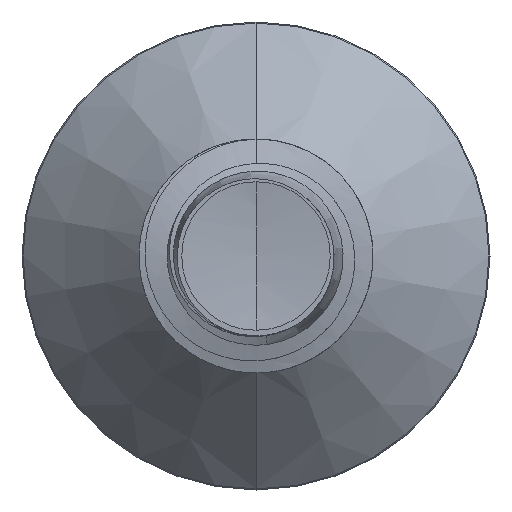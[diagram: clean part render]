
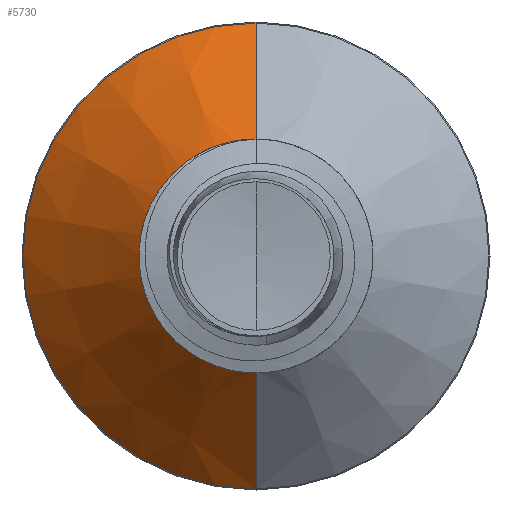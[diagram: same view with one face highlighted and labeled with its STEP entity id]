
A CAD part, front view. The second image highlights one B-rep face of the part: STEP entity #5730.
In plain terms, the highlighted conical face has half-angle 45 degrees and reference radius 1.08 mm.
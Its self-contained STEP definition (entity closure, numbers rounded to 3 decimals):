
#1134 = VECTOR ( 'NONE', #9900, 1000. ) ;
#1701 = LINE ( 'NONE', #3781, #7241 ) ;
#1746 = EDGE_CURVE ( 'NONE', #13970, #5013, #1701, .T. ) ;
#1926 = ORIENTED_EDGE ( 'NONE', *, *, #6594, .T. ) ;
#2203 = CARTESIAN_POINT ( 'NONE',  ( 0., 4.03, 1.08 ) ) ;
#2292 = AXIS2_PLACEMENT_3D ( 'NONE', #12484, #5940, #13565 ) ;
#2902 = FACE_OUTER_BOUND ( 'NONE', #9987, .T. ) ;
#3781 = CARTESIAN_POINT ( 'NONE',  ( 0., 4.03, -1.08 ) ) ;
#4468 = CIRCLE ( 'NONE', #14043, 1.08 ) ;
#4548 = ORIENTED_EDGE ( 'NONE', *, *, #1746, .F. ) ;
#4660 = CARTESIAN_POINT ( 'NONE',  ( 0., 4.03, -1.08 ) ) ;
#4933 = CARTESIAN_POINT ( 'NONE',  ( 0., 4.03, 0. ) ) ;
#5013 = VERTEX_POINT ( 'NONE', #13872 ) ;
#5379 = EDGE_CURVE ( 'NONE', #5013, #9658, #9777, .T. ) ;
#5730 = ADVANCED_FACE ( 'NONE', ( #2902 ), #10968, .T. ) ;
#5940 = DIRECTION ( 'NONE',  ( 0., 1., 0. ) ) ;
#6008 = AXIS2_PLACEMENT_3D ( 'NONE', #4933, #7559, #9709 ) ;
#6289 = CARTESIAN_POINT ( 'NONE',  ( 0., 5.14, 2.19 ) ) ;
#6517 = CARTESIAN_POINT ( 'NONE',  ( 0., 4.03, 0. ) ) ;
#6594 = EDGE_CURVE ( 'NONE', #13970, #12951, #4468, .T. ) ;
#6678 = EDGE_CURVE ( 'NONE', #12951, #9658, #9259, .T. ) ;
#7241 = VECTOR ( 'NONE', #9348, 1000. ) ;
#7559 = DIRECTION ( 'NONE',  ( 0., 1., 0. ) ) ;
#7618 = DIRECTION ( 'NONE',  ( 0., 0., 1. ) ) ;
#8486 = ORIENTED_EDGE ( 'NONE', *, *, #5379, .F. ) ;
#9142 = CARTESIAN_POINT ( 'NONE',  ( 0., 4.03, 1.08 ) ) ;
#9259 = LINE ( 'NONE', #2203, #1134 ) ;
#9348 = DIRECTION ( 'NONE',  ( 0., 0.707, -0.707 ) ) ;
#9658 = VERTEX_POINT ( 'NONE', #6289 ) ;
#9709 = DIRECTION ( 'NONE',  ( 0., 0., 1. ) ) ;
#9777 = CIRCLE ( 'NONE', #2292, 2.19 ) ;
#9900 = DIRECTION ( 'NONE',  ( 0., 0.707, 0.707 ) ) ;
#9987 = EDGE_LOOP ( 'NONE', ( #4548, #1926, #11047, #8486 ) ) ;
#10968 = CONICAL_SURFACE ( 'NONE', #6008, 1.08, 0.785 ) ;
#11047 = ORIENTED_EDGE ( 'NONE', *, *, #6678, .T. ) ;
#12484 = CARTESIAN_POINT ( 'NONE',  ( 0., 5.14, 0. ) ) ;
#12951 = VERTEX_POINT ( 'NONE', #9142 ) ;
#13565 = DIRECTION ( 'NONE',  ( 0., 0., 1. ) ) ;
#13872 = CARTESIAN_POINT ( 'NONE',  ( 0., 5.14, -2.19 ) ) ;
#13970 = VERTEX_POINT ( 'NONE', #4660 ) ;
#14043 = AXIS2_PLACEMENT_3D ( 'NONE', #6517, #14128, #7618 ) ;
#14128 = DIRECTION ( 'NONE',  ( 0., 1., 0. ) ) ;
